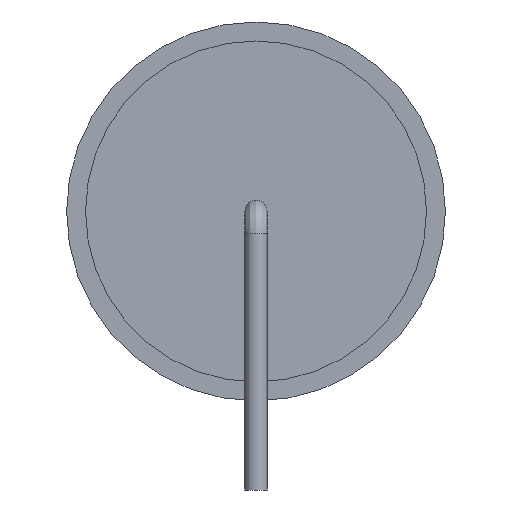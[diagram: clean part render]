
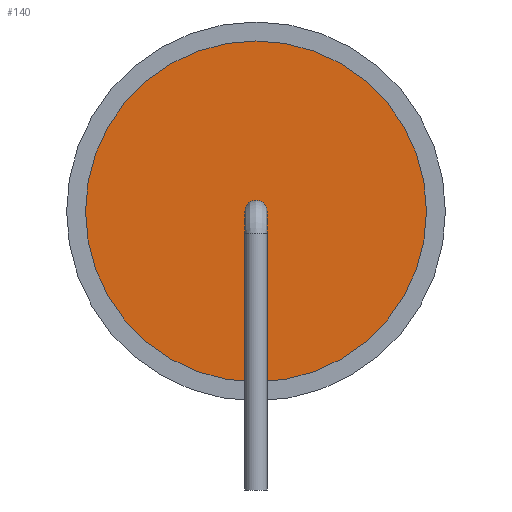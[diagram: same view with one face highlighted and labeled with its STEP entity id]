
A CAD part, left-side view. The second image highlights one B-rep face of the part: STEP entity #140.
In plain terms, the highlighted planar face has unit normal (-1, 0, 0).
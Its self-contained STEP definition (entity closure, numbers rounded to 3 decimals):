
#95 = VERTEX_POINT('',#96);
#96 = CARTESIAN_POINT('',(-5.575,3.825,4.25));
#104 = EDGE_CURVE('',#95,#95,#105,.T.);
#105 = CIRCLE('',#106,3.825);
#106 = AXIS2_PLACEMENT_3D('',#107,#108,#109);
#107 = CARTESIAN_POINT('',(-5.575,0.,4.25));
#108 = DIRECTION('',(1.,0.,0.));
#109 = DIRECTION('',(0.,1.,0.));
#140 = ADVANCED_FACE('',(#141,#144),#155,.F.);
#141 = FACE_BOUND('',#142,.F.);
#142 = EDGE_LOOP('',(#143));
#143 = ORIENTED_EDGE('',*,*,#104,.T.);
#144 = FACE_BOUND('',#145,.F.);
#145 = EDGE_LOOP('',(#146));
#146 = ORIENTED_EDGE('',*,*,#147,.T.);
#147 = EDGE_CURVE('',#148,#148,#150,.T.);
#148 = VERTEX_POINT('',#149);
#149 = CARTESIAN_POINT('',(-5.575,0.25,4.25));
#150 = CIRCLE('',#151,0.25);
#151 = AXIS2_PLACEMENT_3D('',#152,#153,#154);
#152 = CARTESIAN_POINT('',(-5.575,0.,4.25));
#153 = DIRECTION('',(-1.,0.,0.));
#154 = DIRECTION('',(0.,1.,0.));
#155 = PLANE('',#156);
#156 = AXIS2_PLACEMENT_3D('',#157,#158,#159);
#157 = CARTESIAN_POINT('',(-5.575,0.,4.25));
#158 = DIRECTION('',(1.,0.,0.));
#159 = DIRECTION('',(0.,0.,1.));
